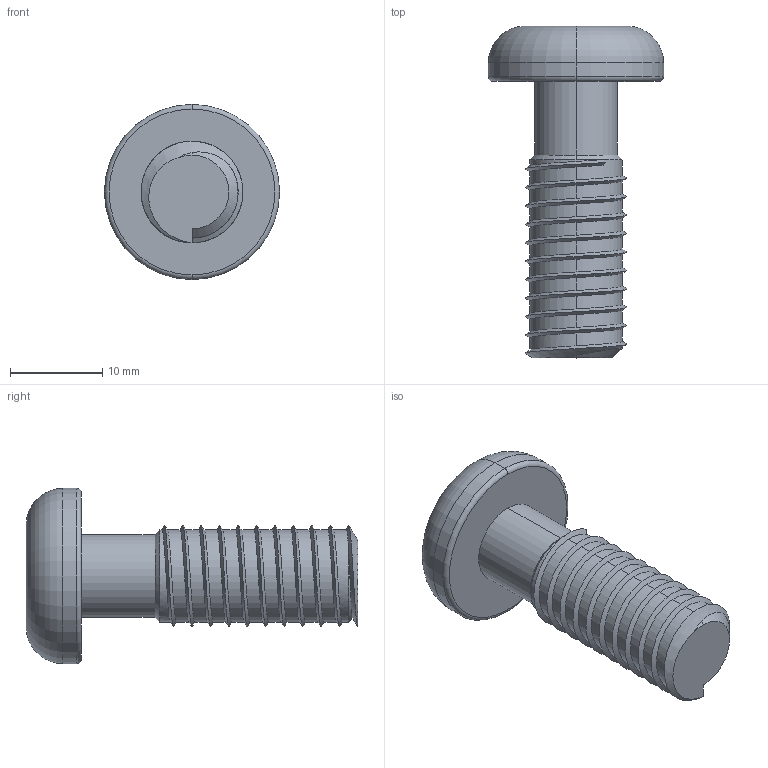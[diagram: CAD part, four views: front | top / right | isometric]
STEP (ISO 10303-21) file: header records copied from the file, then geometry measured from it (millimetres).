
FILE_DESCRIPTION (( 'STEP AP203' ), '1' );
FILE_NAME ('084.301.037.STEP', '2013-01-25T07:23:00', ( 'Alusic' ), ( 'Alusic' ), 'SwSTEP 2.0', 'SolidWorks 2011', '' );
FILE_SCHEMA (( 'CONFIG_CONTROL_DESIGN' ));
Length unit declared in the file: millimetre
Products named in the file (1): 084.301.037
Bounding box: 19 x 36 x 19 mm (x, y, z)
Volume: 3571.3 mm3; surface area: 2124.8 mm2
Topology: 1 solids, 1 shells, 122 faces, 305 edges, 181 vertices
Faces by surface type: cylinder 67, plane 24, torus 18, bspline 8, cone 5
Entity records: 5564 total; most frequent: CARTESIAN_POINT 2752, ORIENTED_EDGE 598, DIRECTION 575, EDGE_CURVE 299, AXIS2_PLACEMENT_3D 224, VERTEX_POINT 181, VECTOR 127, LINE 127
